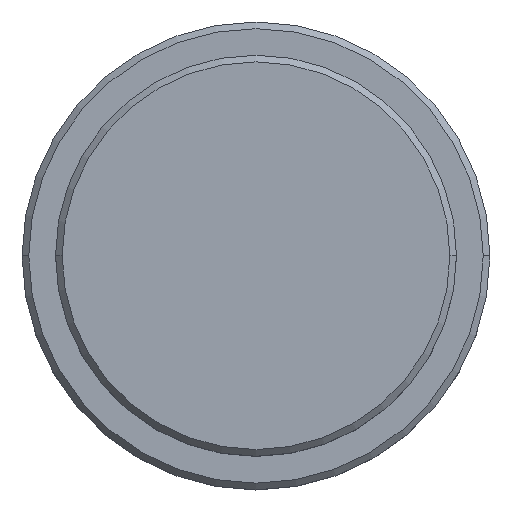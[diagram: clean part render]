
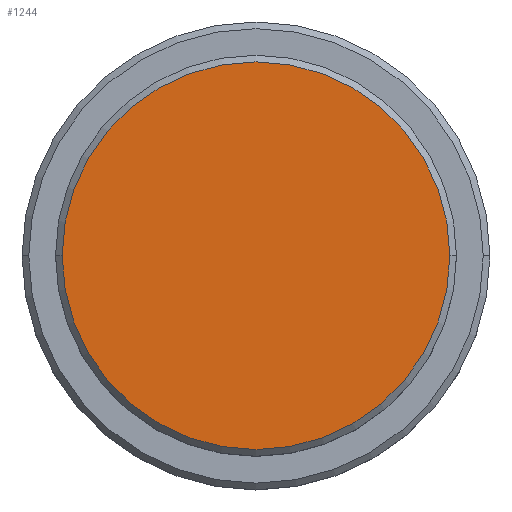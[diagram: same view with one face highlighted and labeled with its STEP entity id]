
A CAD part, top view. The second image highlights one B-rep face of the part: STEP entity #1244.
In plain terms, the highlighted planar face has unit normal (0, 0, 1).
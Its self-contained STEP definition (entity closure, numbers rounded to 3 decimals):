
#35 = CARTESIAN_POINT ( 'NONE',  ( 0., 0., 0. ) ) ;
#56 = ORIENTED_EDGE ( 'NONE', *, *, #82, .T. ) ;
#82 = EDGE_CURVE ( 'NONE', #306, #1279, #572, .T. ) ;
#117 = DIRECTION ( 'NONE',  ( 0., 0., 1. ) ) ;
#167 = CARTESIAN_POINT ( 'NONE',  ( -14.5, 0., 0. ) ) ;
#306 = VERTEX_POINT ( 'NONE', #167 ) ;
#440 = DIRECTION ( 'NONE',  ( 0., 0., 1. ) ) ;
#450 = DIRECTION ( 'NONE',  ( 1., 0., 0. ) ) ;
#475 = DIRECTION ( 'NONE',  ( 1., 0., 0. ) ) ;
#539 = FACE_OUTER_BOUND ( 'NONE', #1142, .T. ) ;
#549 = CIRCLE ( 'NONE', #603, 14.5 ) ;
#572 = CIRCLE ( 'NONE', #990, 14.5 ) ;
#574 = EDGE_CURVE ( 'NONE', #1279, #306, #549, .T. ) ;
#603 = AXIS2_PLACEMENT_3D ( 'NONE', #1041, #440, #475 ) ;
#872 = PLANE ( 'NONE',  #1361 ) ;
#918 = DIRECTION ( 'NONE',  ( 0., 0., 1. ) ) ;
#990 = AXIS2_PLACEMENT_3D ( 'NONE', #35, #918, #1350 ) ;
#1041 = CARTESIAN_POINT ( 'NONE',  ( 0., 0., 0. ) ) ;
#1142 = EDGE_LOOP ( 'NONE', ( #56, #1364 ) ) ;
#1237 = CARTESIAN_POINT ( 'NONE',  ( 14.5, 0., 0. ) ) ;
#1244 = ADVANCED_FACE ( 'NONE', ( #539 ), #872, .T. ) ;
#1279 = VERTEX_POINT ( 'NONE', #1237 ) ;
#1303 = CARTESIAN_POINT ( 'NONE',  ( 0., 0., 0. ) ) ;
#1350 = DIRECTION ( 'NONE',  ( 1., 0., 0. ) ) ;
#1361 = AXIS2_PLACEMENT_3D ( 'NONE', #1303, #117, #450 ) ;
#1364 = ORIENTED_EDGE ( 'NONE', *, *, #574, .T. ) ;
